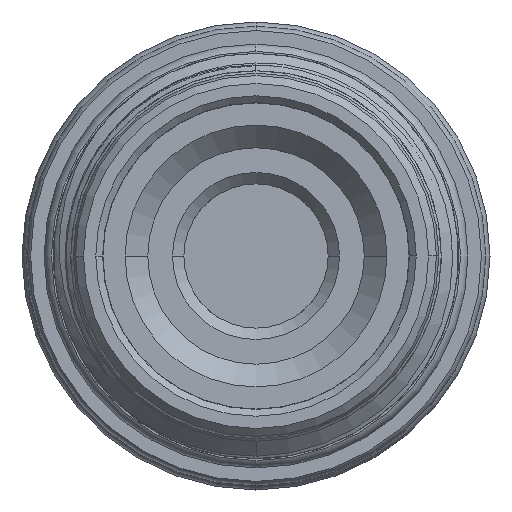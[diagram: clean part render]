
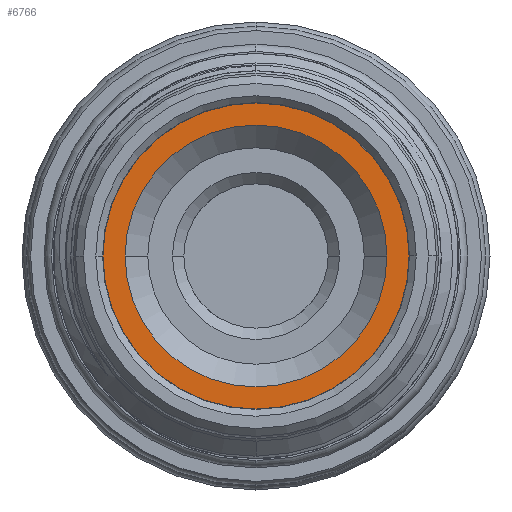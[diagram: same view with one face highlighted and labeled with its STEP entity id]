
A CAD part, left-side view. The second image highlights one B-rep face of the part: STEP entity #6766.
In plain terms, the highlighted planar face has unit normal (-1, 0, 0).
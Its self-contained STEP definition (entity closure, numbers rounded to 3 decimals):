
#103 = VERTEX_POINT ( 'NONE', #15498 ) ;
#532 = EDGE_CURVE ( 'NONE', #16569, #7352, #16426, .T. ) ;
#561 = CIRCLE ( 'NONE', #873, 11.525 ) ;
#873 = AXIS2_PLACEMENT_3D ( 'NONE', #13196, #15022, #18175 ) ;
#1623 = CARTESIAN_POINT ( 'NONE',  ( -29.508, 0., 0. ) ) ;
#1942 = PLANE ( 'NONE',  #4192 ) ;
#3141 = CARTESIAN_POINT ( 'NONE',  ( -29.508, 13.47, 0. ) ) ;
#4192 = AXIS2_PLACEMENT_3D ( 'NONE', #8568, #18270, #16672 ) ;
#4233 = CARTESIAN_POINT ( 'NONE',  ( -29.508, -13.47, 0. ) ) ;
#5004 = EDGE_LOOP ( 'NONE', ( #18715, #5131 ) ) ;
#5131 = ORIENTED_EDGE ( 'NONE', *, *, #8825, .T. ) ;
#6766 = ADVANCED_FACE ( 'NONE', ( #9198, #18046 ), #1942, .F. ) ;
#6864 = AXIS2_PLACEMENT_3D ( 'NONE', #13298, #13159, #16404 ) ;
#6930 = ORIENTED_EDGE ( 'NONE', *, *, #532, .F. ) ;
#7352 = VERTEX_POINT ( 'NONE', #4233 ) ;
#8568 = CARTESIAN_POINT ( 'NONE',  ( -29.508, 0., -13.47 ) ) ;
#8825 = EDGE_CURVE ( 'NONE', #103, #17633, #11168, .T. ) ;
#8986 = DIRECTION ( 'NONE',  ( 0., -1., 0. ) ) ;
#9198 = FACE_BOUND ( 'NONE', #5004, .T. ) ;
#11168 = CIRCLE ( 'NONE', #13442, 11.525 ) ;
#12963 = DIRECTION ( 'NONE',  ( 1., 0., 0. ) ) ;
#13113 = DIRECTION ( 'NONE',  ( 0., -1., 0. ) ) ;
#13159 = DIRECTION ( 'NONE',  ( 1., 0., 0. ) ) ;
#13196 = CARTESIAN_POINT ( 'NONE',  ( -29.508, 0., 0. ) ) ;
#13212 = ORIENTED_EDGE ( 'NONE', *, *, #18241, .F. ) ;
#13298 = CARTESIAN_POINT ( 'NONE',  ( -29.508, 0., 0. ) ) ;
#13442 = AXIS2_PLACEMENT_3D ( 'NONE', #1623, #12963, #13113 ) ;
#13601 = EDGE_CURVE ( 'NONE', #17633, #103, #561, .T. ) ;
#15022 = DIRECTION ( 'NONE',  ( 1., 0., 0. ) ) ;
#15251 = DIRECTION ( 'NONE',  ( 1., 0., 0. ) ) ;
#15498 = CARTESIAN_POINT ( 'NONE',  ( -29.508, -11.525, 0. ) ) ;
#16404 = DIRECTION ( 'NONE',  ( 0., -1., 0. ) ) ;
#16426 = CIRCLE ( 'NONE', #20724, 13.47 ) ;
#16569 = VERTEX_POINT ( 'NONE', #3141 ) ;
#16672 = DIRECTION ( 'NONE',  ( 0., -1., 0. ) ) ;
#16868 = CARTESIAN_POINT ( 'NONE',  ( -29.508, 0., 0. ) ) ;
#17633 = VERTEX_POINT ( 'NONE', #20612 ) ;
#18046 = FACE_OUTER_BOUND ( 'NONE', #19296, .T. ) ;
#18175 = DIRECTION ( 'NONE',  ( 0., -1., 0. ) ) ;
#18241 = EDGE_CURVE ( 'NONE', #7352, #16569, #20889, .T. ) ;
#18270 = DIRECTION ( 'NONE',  ( 1., 0., 0. ) ) ;
#18715 = ORIENTED_EDGE ( 'NONE', *, *, #13601, .T. ) ;
#19296 = EDGE_LOOP ( 'NONE', ( #13212, #6930 ) ) ;
#20612 = CARTESIAN_POINT ( 'NONE',  ( -29.508, 11.525, 0. ) ) ;
#20724 = AXIS2_PLACEMENT_3D ( 'NONE', #16868, #15251, #8986 ) ;
#20889 = CIRCLE ( 'NONE', #6864, 13.47 ) ;
